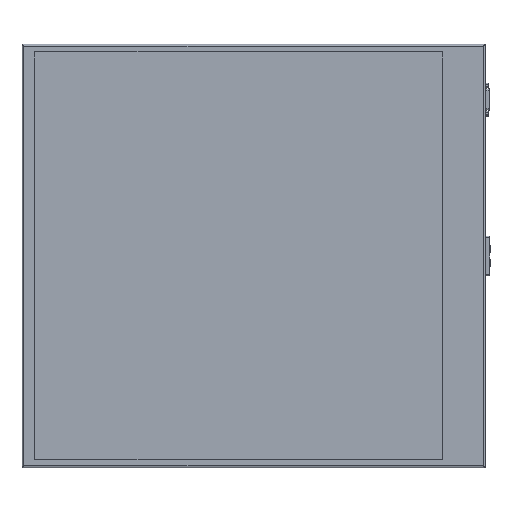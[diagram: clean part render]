
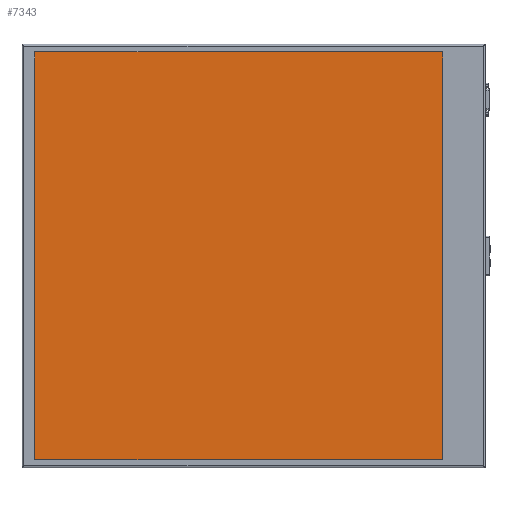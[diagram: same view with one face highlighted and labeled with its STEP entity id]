
A CAD part, top view. The second image highlights one B-rep face of the part: STEP entity #7343.
In plain terms, the highlighted planar face has unit normal (0, 0, 1).
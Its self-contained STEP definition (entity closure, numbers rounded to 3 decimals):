
#3623=ORIENTED_EDGE('',*,*,#4784,.F.);
#3624=ORIENTED_EDGE('',*,*,#4789,.F.);
#3625=ORIENTED_EDGE('',*,*,#4788,.F.);
#3626=ORIENTED_EDGE('',*,*,#4786,.F.);
#4185=VECTOR('',#5539,1.);
#4187=VECTOR('',#5543,1.);
#4189=VECTOR('',#5547,1.);
#4190=VECTOR('',#5550,1.);
#4367=LINE('',#6336,#4185);
#4369=LINE('',#6340,#4187);
#4371=LINE('',#6344,#4189);
#4372=LINE('',#6346,#4190);
#4549=VERTEX_POINT('',#6332);
#4550=VERTEX_POINT('',#6334);
#4551=VERTEX_POINT('',#6338);
#4552=VERTEX_POINT('',#6342);
#4784=EDGE_CURVE('',#4550,#4549,#4367,.T.);
#4786=EDGE_CURVE('',#4549,#4551,#4369,.T.);
#4788=EDGE_CURVE('',#4551,#4552,#4371,.T.);
#4789=EDGE_CURVE('',#4552,#4550,#4372,.T.);
#5060=EDGE_LOOP('',(#3623,#3624,#3625,#3626));
#5266=FACE_BOUND('',#5060,.T.);
#5539=DIRECTION('',(-480.,0.,0.));
#5543=DIRECTION('',(0.,480.,0.));
#5547=DIRECTION('',(480.,0.,0.));
#5550=DIRECTION('',(0.,-480.,0.));
#5551=DIRECTION('',(0.,0.,1.));
#5552=DIRECTION('',(0.,-1.,0.));
#6332=CARTESIAN_POINT('',(50.,9.,21.1));
#6334=CARTESIAN_POINT('',(530.,9.,21.1));
#6336=CARTESIAN_POINT('',(530.,9.,21.1));
#6338=CARTESIAN_POINT('',(50.,489.,21.1));
#6340=CARTESIAN_POINT('',(50.,9.,21.1));
#6342=CARTESIAN_POINT('',(530.,489.,21.1));
#6344=CARTESIAN_POINT('',(50.,489.,21.1));
#6346=CARTESIAN_POINT('',(530.,489.,21.1));
#6347=CARTESIAN_POINT('',(530.,9.,21.1));
#6970=AXIS2_PLACEMENT_3D('',#6347,#5551,#5552);
#7254=PLANE('',#6970);
#7343=ADVANCED_FACE('',(#5266),#7254,.T.);
